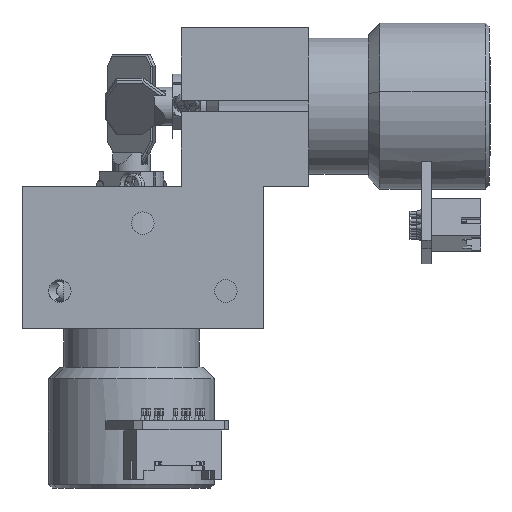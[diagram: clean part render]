
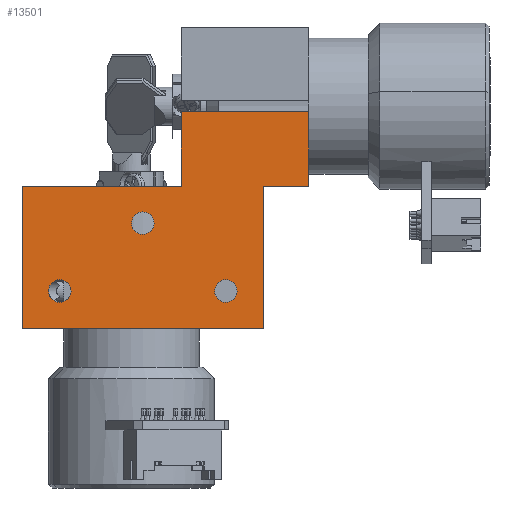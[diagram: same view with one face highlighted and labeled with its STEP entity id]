
A CAD part, front view. The second image highlights one B-rep face of the part: STEP entity #13501.
In plain terms, the highlighted planar face has unit normal (0, -1, 0).
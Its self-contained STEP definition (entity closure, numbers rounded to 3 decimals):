
#2777 = CARTESIAN_POINT ( 'NONE',  ( 6., 0., 0. ) ) ;
#2912 = CARTESIAN_POINT ( 'NONE',  ( -5., 0., -15.4 ) ) ;
#2914 = CARTESIAN_POINT ( 'NONE',  ( -16., 0., -3.4 ) ) ;
#2916 = CARTESIAN_POINT ( 'NONE',  ( -16., 0., -6.4 ) ) ;
#2921 = CARTESIAN_POINT ( 'NONE',  ( -5., 0., -12.4 ) ) ;
#2924 = CARTESIAN_POINT ( 'NONE',  ( -27., 0., -15.4 ) ) ;
#2925 = CARTESIAN_POINT ( 'NONE',  ( -27., 0., -12.4 ) ) ;
#2979 = CARTESIAN_POINT ( 'NONE',  ( -10.9, 0., 0. ) ) ;
#2983 = CARTESIAN_POINT ( 'NONE',  ( 0., 0., -18.9 ) ) ;
#2984 = CARTESIAN_POINT ( 'NONE',  ( 6., 0., 9.85 ) ) ;
#2988 = CARTESIAN_POINT ( 'NONE',  ( -32., 0., -18.9 ) ) ;
#3004 = CARTESIAN_POINT ( 'NONE',  ( 0., 0., 0. ) ) ;
#3740 = AXIS2_PLACEMENT_3D ( 'NONE', #4040, #4035, #4045 ) ;
#3750 = CIRCLE ( 'NONE', #3752, 1.5 ) ;
#3752 = AXIS2_PLACEMENT_3D ( 'NONE', #4084, #4085, #4086 ) ;
#3755 = CIRCLE ( 'NONE', #3757, 1.5 ) ;
#3757 = AXIS2_PLACEMENT_3D ( 'NONE', #4098, #4099, #4100 ) ;
#3759 = CIRCLE ( 'NONE', #3761, 1.5 ) ;
#3761 = AXIS2_PLACEMENT_3D ( 'NONE', #4110, #4111, #4112 ) ;
#4031 = FACE_BOUND ( 'NONE', #14889, .T. ) ;
#4035 = DIRECTION ( 'NONE',  ( 0., 1., 0. ) ) ;
#4039 = FACE_BOUND ( 'NONE', #14879, .T. ) ;
#4040 = CARTESIAN_POINT ( 'NONE',  ( 0., 0., -18.9 ) ) ;
#4042 = FACE_BOUND ( 'NONE', #14885, .T. ) ;
#4043 = FACE_OUTER_BOUND ( 'NONE', #14887, .T. ) ;
#4044 = PLANE ( 'NONE',  #3740 ) ;
#4045 = DIRECTION ( 'NONE',  ( 0., 0., -1. ) ) ;
#4084 = CARTESIAN_POINT ( 'NONE',  ( -16., 0., -4.9 ) ) ;
#4085 = DIRECTION ( 'NONE',  ( 0., -1., 0. ) ) ;
#4086 = DIRECTION ( 'NONE',  ( 0., 0., 1. ) ) ;
#4098 = CARTESIAN_POINT ( 'NONE',  ( -5., 0., -13.9 ) ) ;
#4099 = DIRECTION ( 'NONE',  ( 0., -1., 0. ) ) ;
#4100 = DIRECTION ( 'NONE',  ( 0., 0., 1. ) ) ;
#4110 = CARTESIAN_POINT ( 'NONE',  ( -27., 0., -13.9 ) ) ;
#4111 = DIRECTION ( 'NONE',  ( 0., -1., 0. ) ) ;
#4112 = DIRECTION ( 'NONE',  ( 0., 0., 1. ) ) ;
#4340 = LINE ( 'NONE', #4350, #4887 ) ;
#4350 = CARTESIAN_POINT ( 'NONE',  ( 0., 0., 0. ) ) ;
#4351 = DIRECTION ( 'NONE',  ( -1., 0., 0. ) ) ;
#4373 = LINE ( 'NONE', #4374, #4900 ) ;
#4374 = CARTESIAN_POINT ( 'NONE',  ( -32., 0., -18.9 ) ) ;
#4375 = DIRECTION ( 'NONE',  ( 0., 0., 1. ) ) ;
#4451 = CARTESIAN_POINT ( 'NONE',  ( -27., 0., -13.9 ) ) ;
#4452 = DIRECTION ( 'NONE',  ( 0., -1., 0. ) ) ;
#4453 = DIRECTION ( 'NONE',  ( 0., 0., 1. ) ) ;
#4457 = CARTESIAN_POINT ( 'NONE',  ( -5., 0., -13.9 ) ) ;
#4458 = DIRECTION ( 'NONE',  ( 0., -1., 0. ) ) ;
#4459 = DIRECTION ( 'NONE',  ( 0., 0., 1. ) ) ;
#4460 = LINE ( 'NONE', #4461, #4917 ) ;
#4461 = CARTESIAN_POINT ( 'NONE',  ( 6., 0., 21. ) ) ;
#4465 = CARTESIAN_POINT ( 'NONE',  ( -16., 0., -4.9 ) ) ;
#4466 = DIRECTION ( 'NONE',  ( 0., -1., 0. ) ) ;
#4467 = DIRECTION ( 'NONE',  ( 0., 0., 1. ) ) ;
#4468 = DIRECTION ( 'NONE',  ( 0., 0., -1. ) ) ;
#4469 = LINE ( 'NONE', #4470, #4919 ) ;
#4470 = CARTESIAN_POINT ( 'NONE',  ( 0., 0., 9.85 ) ) ;
#4471 = DIRECTION ( 'NONE',  ( -1., 0., 0. ) ) ;
#4472 = LINE ( 'NONE', #4473, #4920 ) ;
#4473 = CARTESIAN_POINT ( 'NONE',  ( -10.9, 0., 21. ) ) ;
#4474 = DIRECTION ( 'NONE',  ( 0., 0., -1. ) ) ;
#4475 = LINE ( 'NONE', #4476, #4921 ) ;
#4476 = CARTESIAN_POINT ( 'NONE',  ( 0., 0., -18.9 ) ) ;
#4477 = DIRECTION ( 'NONE',  ( -1., 0., 0. ) ) ;
#4478 = LINE ( 'NONE', #4479, #4922 ) ;
#4479 = CARTESIAN_POINT ( 'NONE',  ( 0., 0., -18.9 ) ) ;
#4480 = DIRECTION ( 'NONE',  ( 0., 0., 1. ) ) ;
#4481 = LINE ( 'NONE', #4482, #4923 ) ;
#4482 = CARTESIAN_POINT ( 'NONE',  ( -10.9, 0., 0. ) ) ;
#4483 = DIRECTION ( 'NONE',  ( 1., 0., 0. ) ) ;
#4887 = VECTOR ( 'NONE', #4351, 1000. ) ;
#4900 = VECTOR ( 'NONE', #4375, 1000. ) ;
#4908 = CIRCLE ( 'NONE', #4910, 1.5 ) ;
#4910 = AXIS2_PLACEMENT_3D ( 'NONE', #4451, #4452, #4453 ) ;
#4911 = CIRCLE ( 'NONE', #4914, 1.5 ) ;
#4914 = AXIS2_PLACEMENT_3D ( 'NONE', #4457, #4458, #4459 ) ;
#4915 = CIRCLE ( 'NONE', #4918, 1.5 ) ;
#4917 = VECTOR ( 'NONE', #4468, 1000. ) ;
#4918 = AXIS2_PLACEMENT_3D ( 'NONE', #4465, #4466, #4467 ) ;
#4919 = VECTOR ( 'NONE', #4471, 1000. ) ;
#4920 = VECTOR ( 'NONE', #4474, 1000. ) ;
#4921 = VECTOR ( 'NONE', #4477, 1000. ) ;
#4922 = VECTOR ( 'NONE', #4480, 1000. ) ;
#4923 = VECTOR ( 'NONE', #4483, 1000. ) ;
#5639 = CARTESIAN_POINT ( 'NONE',  ( -32., 0., 0. ) ) ;
#5643 = CARTESIAN_POINT ( 'NONE',  ( -10.9, 0., 9.85 ) ) ;
#13075 = VERTEX_POINT ( 'NONE', #2777 ) ;
#13210 = VERTEX_POINT ( 'NONE', #2912 ) ;
#13212 = VERTEX_POINT ( 'NONE', #2914 ) ;
#13214 = VERTEX_POINT ( 'NONE', #2916 ) ;
#13219 = VERTEX_POINT ( 'NONE', #2921 ) ;
#13222 = VERTEX_POINT ( 'NONE', #2924 ) ;
#13223 = VERTEX_POINT ( 'NONE', #2925 ) ;
#13277 = VERTEX_POINT ( 'NONE', #2979 ) ;
#13281 = VERTEX_POINT ( 'NONE', #2983 ) ;
#13282 = VERTEX_POINT ( 'NONE', #2984 ) ;
#13286 = VERTEX_POINT ( 'NONE', #2988 ) ;
#13302 = VERTEX_POINT ( 'NONE', #3004 ) ;
#13501 = ADVANCED_FACE ( 'NONE', ( #4039, #4031, #4042, #4043 ), #4044, .F. ) ;
#13511 = EDGE_CURVE ( 'NONE', #13214, #13212, #3750, .T. ) ;
#13515 = EDGE_CURVE ( 'NONE', #13210, #13219, #3755, .T. ) ;
#13519 = EDGE_CURVE ( 'NONE', #13222, #13223, #3759, .T. ) ;
#13583 = EDGE_CURVE ( 'NONE', #13277, #13818, #4340, .T. ) ;
#13591 = EDGE_CURVE ( 'NONE', #13286, #13818, #4373, .T. ) ;
#13601 = EDGE_CURVE ( 'NONE', #13223, #13222, #4908, .T. ) ;
#13603 = EDGE_CURVE ( 'NONE', #13219, #13210, #4911, .T. ) ;
#13605 = EDGE_CURVE ( 'NONE', #13212, #13214, #4915, .T. ) ;
#13606 = EDGE_CURVE ( 'NONE', #13282, #13075, #4460, .T. ) ;
#13607 = EDGE_CURVE ( 'NONE', #13282, #13822, #4469, .T. ) ;
#13608 = EDGE_CURVE ( 'NONE', #13822, #13277, #4472, .T. ) ;
#13609 = EDGE_CURVE ( 'NONE', #13281, #13286, #4475, .T. ) ;
#13610 = EDGE_CURVE ( 'NONE', #13281, #13302, #4478, .T. ) ;
#13611 = EDGE_CURVE ( 'NONE', #13302, #13075, #4481, .T. ) ;
#13818 = VERTEX_POINT ( 'NONE', #5639 ) ;
#13822 = VERTEX_POINT ( 'NONE', #5643 ) ;
#14879 = EDGE_LOOP ( 'NONE', ( #14967, #14968 ) ) ;
#14885 = EDGE_LOOP ( 'NONE', ( #14971, #14972 ) ) ;
#14887 = EDGE_LOOP ( 'NONE', ( #14973, #14974, #14975, #14976, #14977, #14978, #14979, #14980 ) ) ;
#14889 = EDGE_LOOP ( 'NONE', ( #14969, #14970 ) ) ;
#14967 = ORIENTED_EDGE ( 'NONE', *, *, #13605, .F. ) ;
#14968 = ORIENTED_EDGE ( 'NONE', *, *, #13511, .F. ) ;
#14969 = ORIENTED_EDGE ( 'NONE', *, *, #13603, .F. ) ;
#14970 = ORIENTED_EDGE ( 'NONE', *, *, #13515, .F. ) ;
#14971 = ORIENTED_EDGE ( 'NONE', *, *, #13601, .F. ) ;
#14972 = ORIENTED_EDGE ( 'NONE', *, *, #13519, .F. ) ;
#14973 = ORIENTED_EDGE ( 'NONE', *, *, #13606, .F. ) ;
#14974 = ORIENTED_EDGE ( 'NONE', *, *, #13607, .T. ) ;
#14975 = ORIENTED_EDGE ( 'NONE', *, *, #13608, .T. ) ;
#14976 = ORIENTED_EDGE ( 'NONE', *, *, #13583, .T. ) ;
#14977 = ORIENTED_EDGE ( 'NONE', *, *, #13591, .F. ) ;
#14978 = ORIENTED_EDGE ( 'NONE', *, *, #13609, .F. ) ;
#14979 = ORIENTED_EDGE ( 'NONE', *, *, #13610, .T. ) ;
#14980 = ORIENTED_EDGE ( 'NONE', *, *, #13611, .T. ) ;
